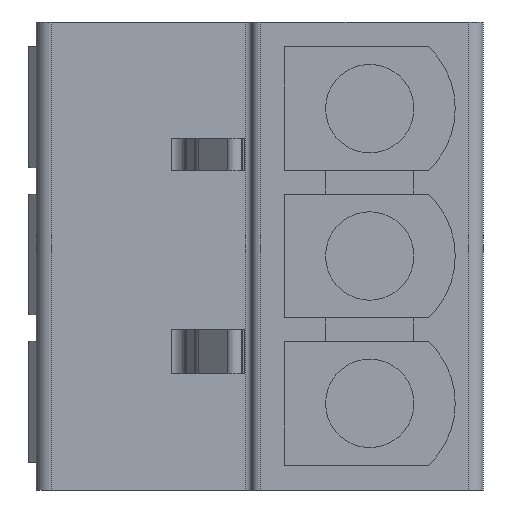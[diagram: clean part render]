
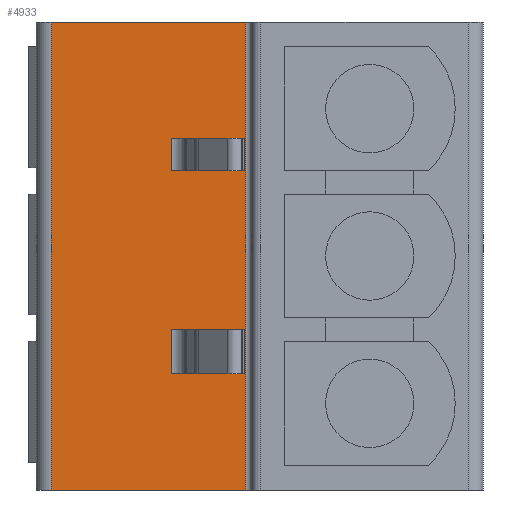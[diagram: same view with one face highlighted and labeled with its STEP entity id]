
A CAD part, front view. The second image highlights one B-rep face of the part: STEP entity #4933.
In plain terms, the highlighted planar face has unit normal (0, -1, 0).
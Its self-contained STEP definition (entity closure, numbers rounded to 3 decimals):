
#357=DIRECTION('',(1.,0.,0.));
#358=VECTOR('',#357,6.61);
#359=CARTESIAN_POINT('',(2.292,12.784,2.94));
#360=LINE('',#359,#358);
#438=DIRECTION('',(-1.,0.,0.));
#439=VECTOR('',#438,6.61);
#440=CARTESIAN_POINT('',(8.902,12.784,-12.94));
#441=LINE('',#440,#439);
#1504=DIRECTION('',(0.,0.,-1.));
#1505=VECTOR('',#1504,15.88);
#1506=CARTESIAN_POINT('',(2.292,12.784,2.94));
#1507=LINE('',#1506,#1505);
#1508=DIRECTION('',(0.,0.,-1.));
#1509=VECTOR('',#1508,15.88);
#1510=CARTESIAN_POINT('',(8.902,12.784,2.94));
#1511=LINE('',#1510,#1509);
#1512=DIRECTION('',(-1.,0.,0.));
#1513=VECTOR('',#1512,2.311);
#1514=CARTESIAN_POINT('',(8.673,12.784,-1.));
#1515=LINE('',#1514,#1513);
#1516=DIRECTION('',(0.,0.,1.));
#1517=VECTOR('',#1516,1.1);
#1518=CARTESIAN_POINT('',(6.362,12.784,-2.1));
#1519=LINE('',#1518,#1517);
#1520=DIRECTION('',(-1.,0.,0.));
#1521=VECTOR('',#1520,2.311);
#1522=CARTESIAN_POINT('',(8.673,12.784,-2.1));
#1523=LINE('',#1522,#1521);
#1524=DIRECTION('',(0.,0.,1.));
#1525=VECTOR('',#1524,1.1);
#1526=CARTESIAN_POINT('',(8.673,12.784,-2.1));
#1527=LINE('',#1526,#1525);
#1528=DIRECTION('',(1.,0.,0.));
#1529=VECTOR('',#1528,2.311);
#1530=CARTESIAN_POINT('',(6.362,12.784,-9.));
#1531=LINE('',#1530,#1529);
#1532=DIRECTION('',(0.,0.,-1.));
#1533=VECTOR('',#1532,1.5);
#1534=CARTESIAN_POINT('',(8.673,12.784,-7.5));
#1535=LINE('',#1534,#1533);
#1536=DIRECTION('',(1.,0.,0.));
#1537=VECTOR('',#1536,2.311);
#1538=CARTESIAN_POINT('',(6.362,12.784,-7.5));
#1539=LINE('',#1538,#1537);
#1540=DIRECTION('',(0.,0.,-1.));
#1541=VECTOR('',#1540,1.5);
#1542=CARTESIAN_POINT('',(6.362,12.784,-7.5));
#1543=LINE('',#1542,#1541);
#2296=CARTESIAN_POINT('',(2.292,12.784,2.94));
#2297=VERTEX_POINT('',#2296);
#2298=CARTESIAN_POINT('',(8.902,12.784,2.94));
#2299=VERTEX_POINT('',#2298);
#2376=CARTESIAN_POINT('',(8.902,12.784,-12.94));
#2377=VERTEX_POINT('',#2376);
#2378=CARTESIAN_POINT('',(2.292,12.784,-12.94));
#2379=VERTEX_POINT('',#2378);
#2838=CARTESIAN_POINT('',(8.673,12.784,-1.));
#2839=CARTESIAN_POINT('',(6.362,12.784,-1.));
#2840=VERTEX_POINT('',#2838);
#2841=VERTEX_POINT('',#2839);
#2842=CARTESIAN_POINT('',(8.673,12.784,-2.1));
#2843=CARTESIAN_POINT('',(6.362,12.784,-2.1));
#2844=VERTEX_POINT('',#2842);
#2845=VERTEX_POINT('',#2843);
#2894=CARTESIAN_POINT('',(6.362,12.784,-9.));
#2895=CARTESIAN_POINT('',(8.673,12.784,-9.));
#2896=VERTEX_POINT('',#2894);
#2897=VERTEX_POINT('',#2895);
#2898=CARTESIAN_POINT('',(6.362,12.784,-7.5));
#2899=CARTESIAN_POINT('',(8.673,12.784,-7.5));
#2900=VERTEX_POINT('',#2898);
#2901=VERTEX_POINT('',#2899);
#4901=CARTESIAN_POINT('',(2.292,12.784,-12.1));
#4902=DIRECTION('',(0.,-1.,0.));
#4903=DIRECTION('',(1.,0.,0.));
#4904=AXIS2_PLACEMENT_3D('',#4901,#4902,#4903);
#4905=PLANE('',#4904);
#4907=ORIENTED_EDGE('',*,*,#4906,.T.);
#4908=ORIENTED_EDGE('',*,*,#3516,.T.);
#4909=ORIENTED_EDGE('',*,*,#4893,.F.);
#4910=ORIENTED_EDGE('',*,*,#3460,.T.);
#4911=EDGE_LOOP('',(#4907,#4908,#4909,#4910));
#4912=FACE_OUTER_BOUND('',#4911,.F.);
#4914=ORIENTED_EDGE('',*,*,#4913,.T.);
#4916=ORIENTED_EDGE('',*,*,#4915,.F.);
#4918=ORIENTED_EDGE('',*,*,#4917,.F.);
#4920=ORIENTED_EDGE('',*,*,#4919,.T.);
#4921=EDGE_LOOP('',(#4914,#4916,#4918,#4920));
#4922=FACE_BOUND('',#4921,.F.);
#4924=ORIENTED_EDGE('',*,*,#4923,.T.);
#4926=ORIENTED_EDGE('',*,*,#4925,.F.);
#4928=ORIENTED_EDGE('',*,*,#4927,.F.);
#4930=ORIENTED_EDGE('',*,*,#4929,.T.);
#4931=EDGE_LOOP('',(#4924,#4926,#4928,#4930));
#4932=FACE_BOUND('',#4931,.F.);
#4933=ADVANCED_FACE('',(#4912,#4922,#4932),#4905,.T.);
#3460=EDGE_CURVE('',#2297,#2299,#360,.T.);
#3516=EDGE_CURVE('',#2377,#2379,#441,.T.);
#4893=EDGE_CURVE('',#2297,#2379,#1507,.T.);
#4906=EDGE_CURVE('',#2299,#2377,#1511,.T.);
#4913=EDGE_CURVE('',#2840,#2841,#1515,.T.);
#4915=EDGE_CURVE('',#2845,#2841,#1519,.T.);
#4917=EDGE_CURVE('',#2844,#2845,#1523,.T.);
#4919=EDGE_CURVE('',#2844,#2840,#1527,.T.);
#4923=EDGE_CURVE('',#2896,#2897,#1531,.T.);
#4925=EDGE_CURVE('',#2901,#2897,#1535,.T.);
#4927=EDGE_CURVE('',#2900,#2901,#1539,.T.);
#4929=EDGE_CURVE('',#2900,#2896,#1543,.T.);
